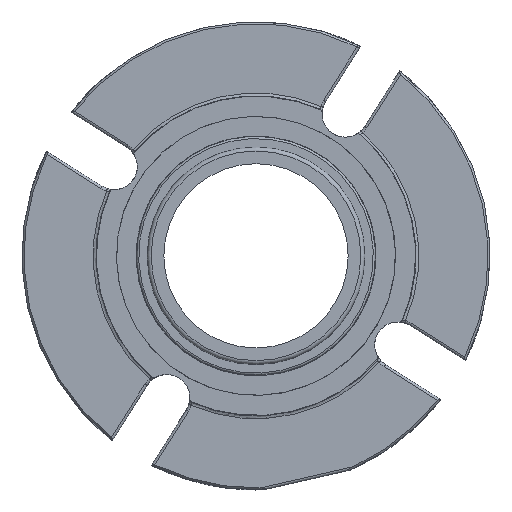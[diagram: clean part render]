
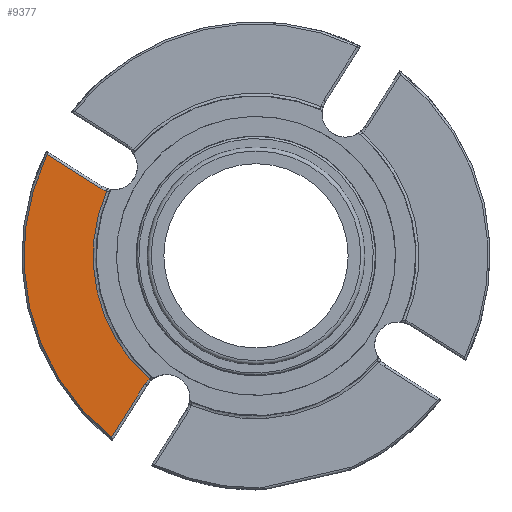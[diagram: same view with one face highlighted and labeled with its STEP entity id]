
A CAD part, left-side view. The second image highlights one B-rep face of the part: STEP entity #9377.
In plain terms, the highlighted planar face has unit normal (-1, 0, 0).
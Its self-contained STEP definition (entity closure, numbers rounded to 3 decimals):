
#992=LINE('',#18713,#1515);
#993=LINE('',#18715,#1516);
#1515=VECTOR('',#12167,1000.);
#1516=VECTOR('',#12170,1000.);
#1872=PLANE('',#10189);
#3798=ORIENTED_EDGE('',*,*,#5730,.T.);
#3799=ORIENTED_EDGE('',*,*,#5507,.F.);
#3800=ORIENTED_EDGE('',*,*,#5729,.T.);
#3801=ORIENTED_EDGE('',*,*,#5731,.T.);
#3802=ORIENTED_EDGE('',*,*,#5732,.T.);
#3803=ORIENTED_EDGE('',*,*,#5733,.T.);
#5507=EDGE_CURVE('',#6666,#6667,#7270,.T.);
#5729=EDGE_CURVE('',#6666,#6791,#992,.F.);
#5730=EDGE_CURVE('',#6792,#6667,#993,.F.);
#5731=EDGE_CURVE('',#6791,#6793,#7355,.F.);
#5732=EDGE_CURVE('',#6793,#6794,#7356,.F.);
#5733=EDGE_CURVE('',#6794,#6792,#7357,.F.);
#6666=VERTEX_POINT('',#17753);
#6667=VERTEX_POINT('',#17755);
#6791=VERTEX_POINT('',#18712);
#6792=VERTEX_POINT('',#18716);
#6793=VERTEX_POINT('',#18718);
#6794=VERTEX_POINT('',#18720);
#7270=CIRCLE('',#10020,88.011);
#7355=CIRCLE('',#10190,9.75);
#7356=CIRCLE('',#10191,61.75);
#7357=CIRCLE('',#10192,9.75);
#7951=EDGE_LOOP('',(#3798,#3799,#3800,#3801,#3802,#3803));
#8610=FACE_BOUND('',#7951,.T.);
#9377=ADVANCED_FACE('',(#8610),#1872,.T.);
#10020=AXIS2_PLACEMENT_3D('',#17754,#11764,#11765);
#10189=AXIS2_PLACEMENT_3D('',#18714,#12168,#12169);
#10190=AXIS2_PLACEMENT_3D('',#18717,#12171,#12172);
#10191=AXIS2_PLACEMENT_3D('',#18719,#12173,#12174);
#10192=AXIS2_PLACEMENT_3D('',#18721,#12175,#12176);
#11764=DIRECTION('',(1.,0.,0.));
#11765=DIRECTION('',(0.,-0.975,0.222));
#12167=DIRECTION('',(0.,0.533,-0.846));
#12168=DIRECTION('',(-1.,0.,0.));
#12169=DIRECTION('',(0.,-0.222,-0.975));
#12170=DIRECTION('',(0.,-0.846,-0.533));
#12171=DIRECTION('',(-1.,0.,0.));
#12172=DIRECTION('',(0.,-0.222,-0.975));
#12173=DIRECTION('',(-1.,0.,0.));
#12174=DIRECTION('',(0.,-0.222,-0.975));
#12175=DIRECTION('',(-1.,0.,0.));
#12176=DIRECTION('',(0.,-0.222,-0.975));
#17753=CARTESIAN_POINT('',(-7.403,54.841,-68.836));
#17754=CARTESIAN_POINT('',(-7.403,0.,0.));
#17755=CARTESIAN_POINT('',(-7.403,79.222,38.338));
#18712=CARTESIAN_POINT('',(-7.403,42.074,-48.55));
#18713=CARTESIAN_POINT('',(-7.403,42.074,-48.55));
#18714=CARTESIAN_POINT('',(-7.403,19.964,87.758));
#18715=CARTESIAN_POINT('',(-7.403,81.003,39.459));
#18716=CARTESIAN_POINT('',(-7.403,58.936,25.571));
#18717=CARTESIAN_POINT('',(-7.403,33.823,-53.743));
#18718=CARTESIAN_POINT('',(-7.403,40.486,-46.625));
#18719=CARTESIAN_POINT('',(-7.403,0.,0.));
#18720=CARTESIAN_POINT('',(-7.403,56.672,24.523));
#18721=CARTESIAN_POINT('',(-7.403,53.743,33.823));
